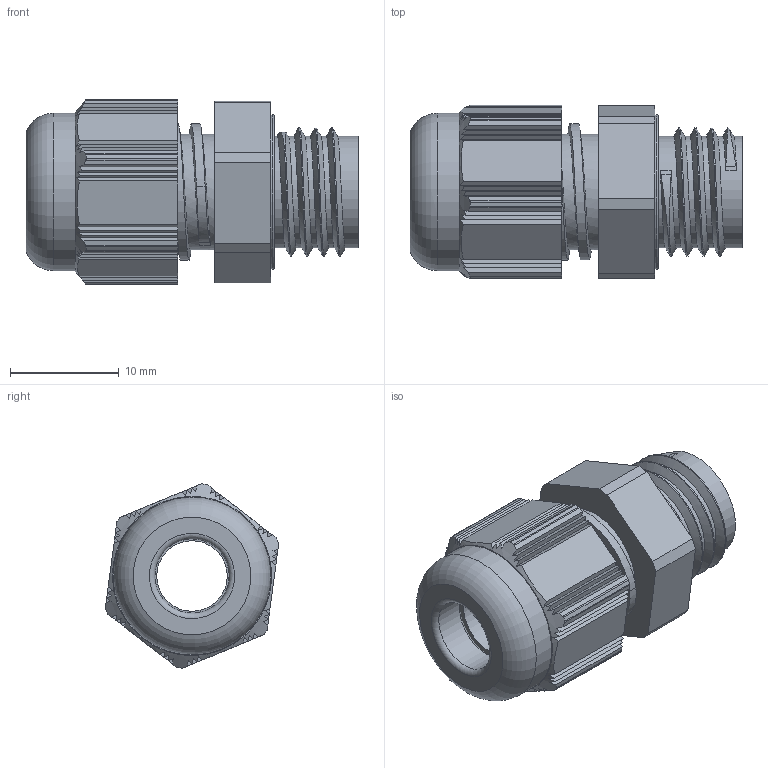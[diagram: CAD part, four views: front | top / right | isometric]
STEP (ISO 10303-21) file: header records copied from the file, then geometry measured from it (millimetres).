
FILE_DESCRIPTION(/* description */ ('Euro-Top Kappe M12'),/* implementation_level */ '2;1');
FILE_NAME(/* name */ '11080512-RST.stp',/* time_stamp */ '2016-08-17T11:59:28+02:00',/* author */ ('SL'),/* organization */ (''),/* preprocessor_version */ 'ST-DEVELOPER v15.2',/* originating_system */ 'Autodesk Inventor 2014',/* authorisation */ '');
FILE_SCHEMA (('AUTOMOTIVE_DESIGN { 1 0 10303 214 3 1 1 }'));
Length unit declared in the file: millimetre
Products named in the file (4): Euro-Top-08-6-BT-0001-11080512; Euro-Top-08-6-BT-0002-11080512; Euro-Top-08-6-BT-0003-11080512; Euro-Top-08-6-BG-0001-11080512
Assembly tree (3 placements, depth 2):
  Euro-Top-08-6-BG-0001-11080512
    Euro-Top-08-6-BT-0001-11080512
    Euro-Top-08-6-BT-0002-11080512
    Euro-Top-08-6-BT-0003-11080512
Bounding box: 30.5 x 15.93 x 16.93 mm (x, y, z)
Volume: 3209.4 mm3; surface area: 4548.2 mm2
Topology: 3 solids, 3 shells, 256 faces, 725 edges, 479 vertices
Faces by surface type: plane 166, cylinder 63, torus 17, bspline 6, cone 4
Full cylindrical faces by diameter (mm): 6.48 x1, 6.8 x1, 6.83 x1, 7.2 x1, 8.44 x1, 8.46 x1, 10.268 x4, 10.6 x3, 11.18 x3, 12.37 x1, 12.97 x1, 13.08 x3, 13.61 x1, 14.21 x1, 14.47 x1
Entity records: 12564 total; most frequent: CARTESIAN_POINT 6573, ORIENTED_EDGE 1314, DIRECTION 1129, EDGE_CURVE 657, VERTEX_POINT 448, AXIS2_PLACEMENT_3D 386, LINE 357, VECTOR 357
